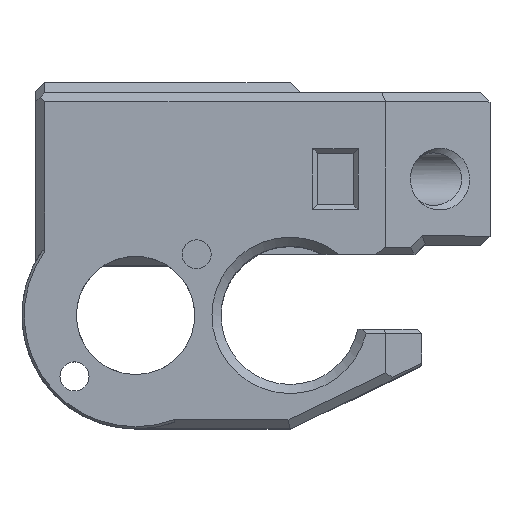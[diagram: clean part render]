
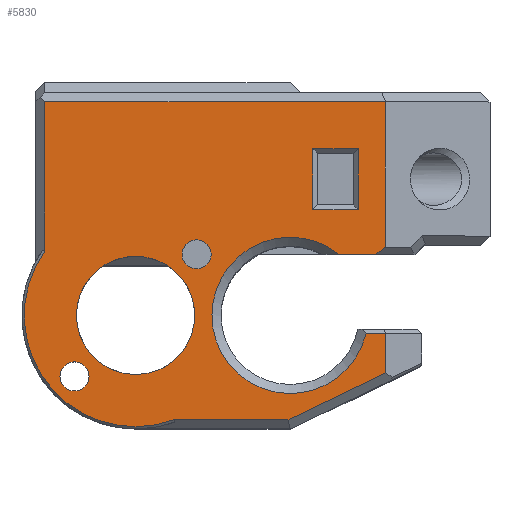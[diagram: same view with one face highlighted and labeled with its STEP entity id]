
A CAD part, top view. The second image highlights one B-rep face of the part: STEP entity #5830.
In plain terms, the highlighted planar face has unit normal (0, 0, 1).
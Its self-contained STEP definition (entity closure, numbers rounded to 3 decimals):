
#128=FACE_BOUND('',#2284,.T.);
#129=FACE_BOUND('',#2285,.T.);
#130=FACE_BOUND('',#2286,.T.);
#131=FACE_BOUND('',#2287,.T.);
#143=CIRCLE('',#5907,1.6);
#147=CIRCLE('',#5917,1.6);
#217=CIRCLE('',#6169,12.25);
#235=CIRCLE('',#6232,8.6);
#236=CIRCLE('',#6234,6.51);
#432=PLANE('',#6233);
#648=LINE('',#8908,#1247);
#772=LINE('',#10290,#1371);
#786=LINE('',#10343,#1385);
#788=LINE('',#10348,#1387);
#793=LINE('',#10358,#1392);
#799=LINE('',#10370,#1398);
#801=LINE('',#10373,#1400);
#844=LINE('',#10689,#1443);
#865=LINE('',#10734,#1464);
#928=LINE('',#11009,#1527);
#1009=LINE('',#11573,#1608);
#1010=LINE('',#11576,#1609);
#1012=LINE('',#11579,#1611);
#1247=VECTOR('',#6594,1000.);
#1371=VECTOR('',#6884,1000.);
#1385=VECTOR('',#6924,1000.);
#1387=VECTOR('',#6928,1000.);
#1392=VECTOR('',#6935,1000.);
#1398=VECTOR('',#6943,1000.);
#1400=VECTOR('',#6947,1000.);
#1443=VECTOR('',#7098,1000.);
#1464=VECTOR('',#7143,1000.);
#1527=VECTOR('',#7328,1000.);
#1608=VECTOR('',#7537,1000.);
#1609=VECTOR('',#7540,1000.);
#1611=VECTOR('',#7544,1000.);
#1945=FACE_OUTER_BOUND('',#2283,.T.);
#2283=EDGE_LOOP('',(#5253,#5254,#5255,#5256,#5257,#5258,#5259,#5260,#5261,
#5262,#5263));
#2284=EDGE_LOOP('',(#5264,#5265,#5266,#5267));
#2285=EDGE_LOOP('',(#5268));
#2286=EDGE_LOOP('',(#5269));
#2287=EDGE_LOOP('',(#5270));
#2567=VERTEX_POINT('',#8739);
#2579=VERTEX_POINT('',#8766);
#2632=VERTEX_POINT('',#8905);
#2633=VERTEX_POINT('',#8907);
#2734=VERTEX_POINT('',#10240);
#2749=VERTEX_POINT('',#10289);
#2763=VERTEX_POINT('',#10346);
#2764=VERTEX_POINT('',#10347);
#2768=VERTEX_POINT('',#10357);
#2773=VERTEX_POINT('',#10368);
#2803=VERTEX_POINT('',#10687);
#2815=VERTEX_POINT('',#10732);
#2881=VERTEX_POINT('',#11007);
#2882=VERTEX_POINT('',#11008);
#2942=VERTEX_POINT('',#11543);
#2947=VERTEX_POINT('',#11569);
#2948=VERTEX_POINT('',#11575);
#2949=VERTEX_POINT('',#11583);
#3164=EDGE_CURVE('',#2567,#2567,#143,.T.);
#3177=EDGE_CURVE('',#2579,#2579,#147,.T.);
#3245=EDGE_CURVE('',#2632,#2633,#648,.T.);
#3427=EDGE_CURVE('',#2734,#2749,#772,.T.);
#3449=EDGE_CURVE('',#2749,#2632,#786,.T.);
#3451=EDGE_CURVE('',#2763,#2764,#788,.T.);
#3456=EDGE_CURVE('',#2768,#2763,#793,.T.);
#3462=EDGE_CURVE('',#2773,#2768,#799,.T.);
#3464=EDGE_CURVE('',#2764,#2773,#801,.T.);
#3526=EDGE_CURVE('',#2734,#2803,#844,.T.);
#3549=EDGE_CURVE('',#2803,#2815,#865,.T.);
#3649=EDGE_CURVE('',#2881,#2882,#928,.T.);
#3654=EDGE_CURVE('',#2882,#2815,#217,.T.);
#3759=EDGE_CURVE('',#2947,#2942,#1009,.T.);
#3760=EDGE_CURVE('',#2948,#2942,#1010,.T.);
#3762=EDGE_CURVE('',#2948,#2881,#1012,.T.);
#3763=EDGE_CURVE('',#2633,#2947,#235,.T.);
#3764=EDGE_CURVE('',#2949,#2949,#236,.T.);
#5253=ORIENTED_EDGE('',*,*,#3762,.F.);
#5254=ORIENTED_EDGE('',*,*,#3760,.T.);
#5255=ORIENTED_EDGE('',*,*,#3759,.F.);
#5256=ORIENTED_EDGE('',*,*,#3763,.F.);
#5257=ORIENTED_EDGE('',*,*,#3245,.F.);
#5258=ORIENTED_EDGE('',*,*,#3449,.F.);
#5259=ORIENTED_EDGE('',*,*,#3427,.F.);
#5260=ORIENTED_EDGE('',*,*,#3526,.T.);
#5261=ORIENTED_EDGE('',*,*,#3549,.T.);
#5262=ORIENTED_EDGE('',*,*,#3654,.F.);
#5263=ORIENTED_EDGE('',*,*,#3649,.F.);
#5264=ORIENTED_EDGE('',*,*,#3451,.F.);
#5265=ORIENTED_EDGE('',*,*,#3456,.F.);
#5266=ORIENTED_EDGE('',*,*,#3462,.F.);
#5267=ORIENTED_EDGE('',*,*,#3464,.F.);
#5268=ORIENTED_EDGE('',*,*,#3177,.T.);
#5269=ORIENTED_EDGE('',*,*,#3764,.F.);
#5270=ORIENTED_EDGE('',*,*,#3164,.T.);
#5830=ADVANCED_FACE('',(#1945,#128,#129,#130,#131),#432,.F.);
#5907=AXIS2_PLACEMENT_3D('',#8740,#6464,#6465);
#5917=AXIS2_PLACEMENT_3D('',#8767,#6489,#6490);
#6169=AXIS2_PLACEMENT_3D('',#11016,#7338,#7339);
#6232=AXIS2_PLACEMENT_3D('',#11581,#7547,#7548);
#6233=AXIS2_PLACEMENT_3D('',#11582,#7549,#7550);
#6234=AXIS2_PLACEMENT_3D('',#11584,#7551,#7552);
#6464=DIRECTION('center_axis',(0.,0.,
-1.));
#6465=DIRECTION('ref_axis',(0.,-1.,0.));
#6489=DIRECTION('center_axis',(0.,0.,
-1.));
#6490=DIRECTION('ref_axis',(0.,-1.,0.));
#6594=DIRECTION('',(-1.,0.,0.));
#6884=DIRECTION('',(0.,-1.,0.));
#6924=DIRECTION('',(-0.816,-0.577,0.));
#6928=DIRECTION('',(0.,1.,0.));
#6935=DIRECTION('',(1.,0.,0.));
#6943=DIRECTION('',(0.,-1.,0.));
#6947=DIRECTION('',(-1.,0.,0.));
#7098=DIRECTION('',(-1.,0.,0.));
#7143=DIRECTION('',(0.,-1.,0.));
#7328=DIRECTION('',(-1.,0.,0.));
#7338=DIRECTION('center_axis',(0.,0.,
-1.));
#7339=DIRECTION('ref_axis',(0.,-1.,0.));
#7537=DIRECTION('',(1.,0.,0.));
#7540=DIRECTION('',(0.,1.,0.));
#7544=DIRECTION('',(-0.901,-0.434,0.));
#7547=DIRECTION('center_axis',(0.,0.,
1.));
#7548=DIRECTION('ref_axis',(-0.918,-0.398,0.));
#7549=DIRECTION('center_axis',(0.,0.,
-1.));
#7550=DIRECTION('ref_axis',(0.,-1.,0.));
#7551=DIRECTION('center_axis',(0.,0.,
1.));
#7552=DIRECTION('ref_axis',(-1.,0.,0.));
#8739=CARTESIAN_POINT('',(323.976,-325.156,336.875));
#8740=CARTESIAN_POINT('Origin',(323.976,-326.756,336.875));
#8766=CARTESIAN_POINT('',(310.541,-338.591,336.875));
#8767=CARTESIAN_POINT('Origin',(310.541,-340.191,336.875));
#8905=CARTESIAN_POINT('',(343.698,-326.724,336.875));
#8907=CARTESIAN_POINT('',(339.588,-326.724,336.875));
#8908=CARTESIAN_POINT('',(364.769,-326.724,336.875));
#10240=CARTESIAN_POINT('',(344.759,-309.974,336.875));
#10289=CARTESIAN_POINT('',(344.759,-325.974,336.875));
#10290=CARTESIAN_POINT('',(344.759,-292.927,336.875));
#10343=CARTESIAN_POINT('',(384.77,-297.681,336.875));
#10346=CARTESIAN_POINT('',(341.76,-321.824,336.875));
#10347=CARTESIAN_POINT('',(341.76,-315.124,336.875));
#10348=CARTESIAN_POINT('',(341.76,-293.18,336.875));
#10357=CARTESIAN_POINT('',(336.76,-321.824,336.875));
#10358=CARTESIAN_POINT('',(365.01,-321.824,336.875));
#10368=CARTESIAN_POINT('',(336.76,-315.124,336.875));
#10370=CARTESIAN_POINT('',(336.76,-294.605,336.875));
#10373=CARTESIAN_POINT('',(363.01,-315.124,336.875));
#10687=CARTESIAN_POINT('',(307.26,-309.974,336.875));
#10689=CARTESIAN_POINT('',(388.759,-309.974,336.875));
#10732=CARTESIAN_POINT('',(307.26,-326.396,336.875));
#10734=CARTESIAN_POINT('',(307.26,-270.737,336.875));
#11007=CARTESIAN_POINT('',(334.031,-344.974,336.875));
#11008=CARTESIAN_POINT('',(321.479,-344.974,336.875));
#11009=CARTESIAN_POINT('',(317.259,-344.974,336.875));
#11016=CARTESIAN_POINT('Origin',(317.259,-333.474,336.875));
#11543=CARTESIAN_POINT('',(344.759,-335.474,336.875));
#11569=CARTESIAN_POINT('',(342.623,-335.474,336.875));
#11573=CARTESIAN_POINT('',(388.759,-335.474,336.875));
#11575=CARTESIAN_POINT('',(344.759,-339.808,336.875));
#11576=CARTESIAN_POINT('',(344.759,-270.737,336.875));
#11579=CARTESIAN_POINT('',(333.825,-345.073,336.875));
#11581=CARTESIAN_POINT('Origin',(334.259,-333.474,336.875));
#11582=CARTESIAN_POINT('Origin',(388.759,-270.737,336.875));
#11583=CARTESIAN_POINT('',(310.749,-333.474,336.875));
#11584=CARTESIAN_POINT('Origin',(317.259,-333.474,336.875));
